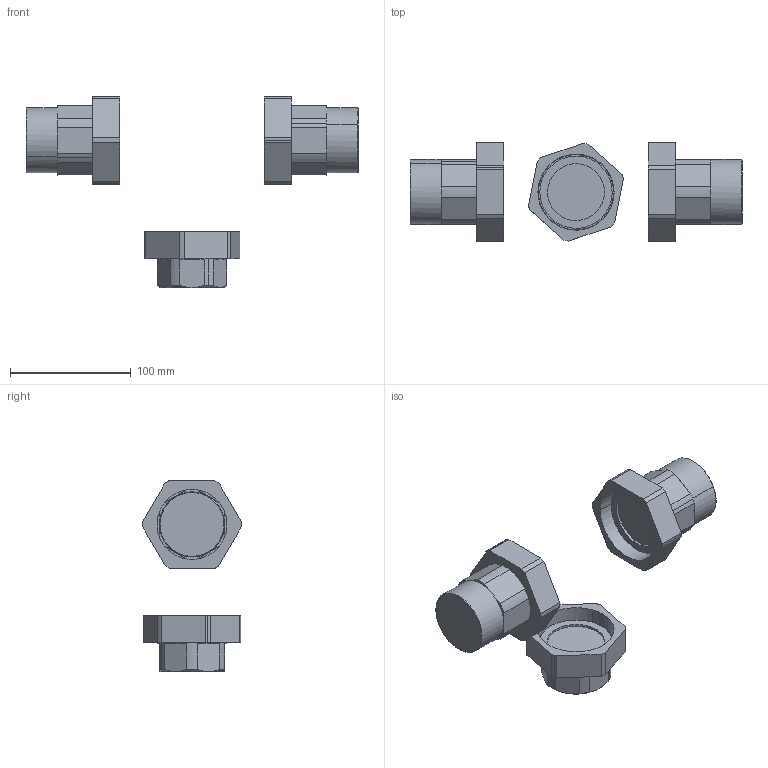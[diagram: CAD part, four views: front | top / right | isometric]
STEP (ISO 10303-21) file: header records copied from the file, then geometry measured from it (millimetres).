
FILE_DESCRIPTION(('CATIA V5 STEP Exchange','CAx-IF Rec.Pracs.--- Model Styling and Organization---1.5--- 2016-08-15','CAx-IF Rec.Pracs.---Supplemental Geometry---1.0---2011-11-01','CAx-IF Rec.Pracs.--- Composite Materials ---3.4---2017-06-13','CAx-IF Rec.Pracs.---Tessellated 3D Geometry---1.0---2015-12-17'),'2;1');
FILE_NAME('STEP_524008_-_TST.stp','2024-11-21T13:18:00+00:00',('none'),('none'),'CATIA Version 5-6 Release 2020 SP5','CATIA V5 STEP AP242 v2','none');
FILE_SCHEMA(('AP242_MANAGED_MODEL_BASED_3D_ENGINEERING_MIM_LF {1 0 10303 442 1 1 4}'));
Length unit declared in the file: millimetre
Products named in the file (1): 524008 - TST
Bounding box: 275.4 x 82 x 158.59 mm (x, y, z)
Volume: 512364.4 mm3; surface area: 85470.8 mm2
Topology: 3 solids, 3 shells, 183 faces, 443 edges, 281 vertices
Faces by surface type: plane 87, cylinder 86, cone 6, torus 4
Entity records: 4780 total; most frequent: CARTESIAN_POINT 888, ORIENTED_EDGE 886, DIRECTION 613, EDGE_CURVE 443, AXIS2_PLACEMENT_3D 305, VERTEX_POINT 281, VECTOR 218, LINE 218
